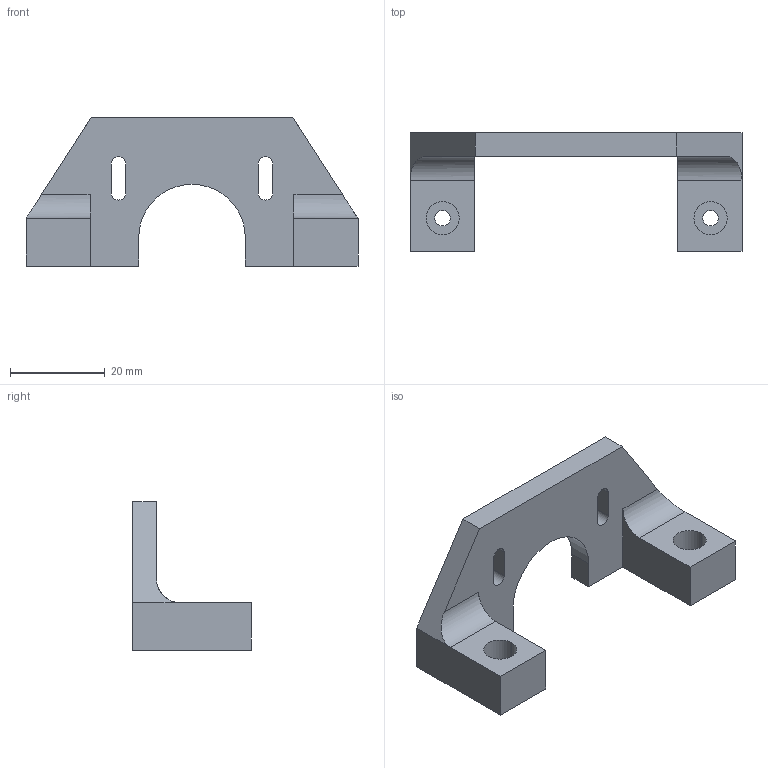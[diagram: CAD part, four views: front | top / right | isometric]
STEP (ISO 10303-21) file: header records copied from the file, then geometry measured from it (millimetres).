
FILE_DESCRIPTION (( 'STEP AP214' ), '1' );
FILE_NAME ('Z AXIS STEPPER BRACKET.STEP', '2019-07-23T14:29:31', ( '' ), ( '' ), 'SwSTEP 2.0', 'SolidWorks 2017', '' );
FILE_SCHEMA (( 'AUTOMOTIVE_DESIGN' ));
Length unit declared in the file: millimetre
Products named in the file (1): Z AXIS STEPPER BRACKET
Bounding box: 70 x 25 x 31.25 mm (x, y, z)
Volume: 12607.3 mm3; surface area: 6407.7 mm2
Topology: 1 solids, 1 shells, 41 faces, 109 edges, 72 vertices
Faces by surface type: plane 23, cylinder 18
Entity records: 1331 total; most frequent: CARTESIAN_POINT 229, DIRECTION 225, ORIENTED_EDGE 218, EDGE_CURVE 109, AXIS2_PLACEMENT_3D 76, VECTOR 73, LINE 73, VERTEX_POINT 72
